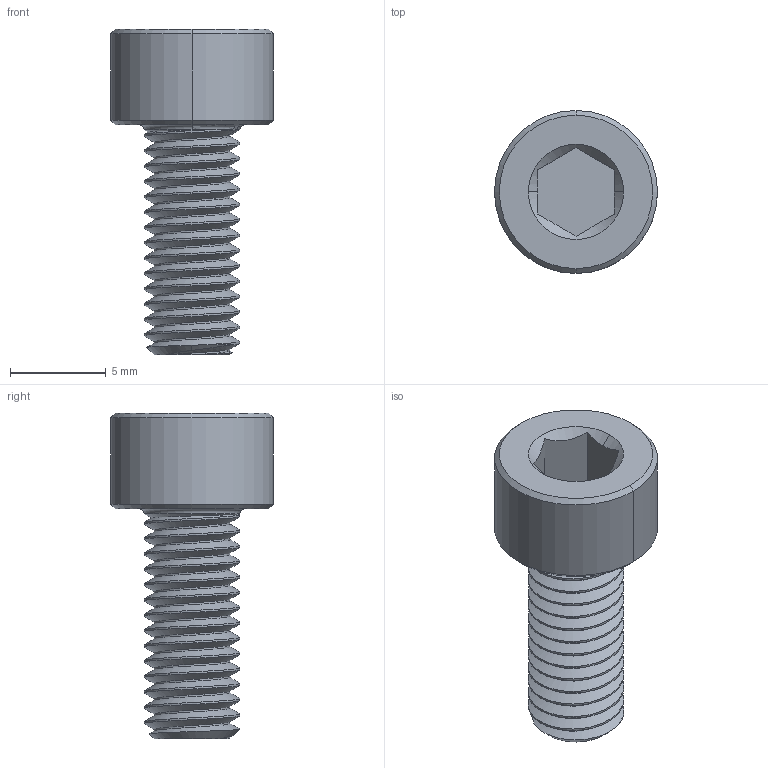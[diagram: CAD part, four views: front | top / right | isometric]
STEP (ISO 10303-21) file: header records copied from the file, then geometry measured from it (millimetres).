
FILE_DESCRIPTION (( 'STEP AP203' ), '1' );
FILE_NAME ('91290A228_Alloy Steel Socket Head Screw.STEP', '2025-07-16T13:30:15', ( 'Administrator' ), ( 'Managed by Terraform' ), 'SwSTEP 2.0', 'SolidWorks 2017', '' );
FILE_SCHEMA (( 'CONFIG_CONTROL_DESIGN' ));
Length unit declared in the file: millimetre
Products named in the file (1): 91290A228_Alloy Steel Socket Head Screw
Bounding box: 8.5 x 8.5 x 17 mm (x, y, z)
Volume: 417.1 mm3; surface area: 575.2 mm2
Topology: 1 solids, 1 shells, 58 faces, 152 edges, 98 vertices
Faces by surface type: cylinder 31, cone 12, plane 10, bspline 3, torus 2
Entity records: 4251 total; most frequent: CARTESIAN_POINT 2954, ORIENTED_EDGE 304, DIRECTION 208, EDGE_CURVE 152, VERTEX_POINT 98, AXIS2_PLACEMENT_3D 78, EDGE_LOOP 60, FACE_OUTER_BOUND 58
